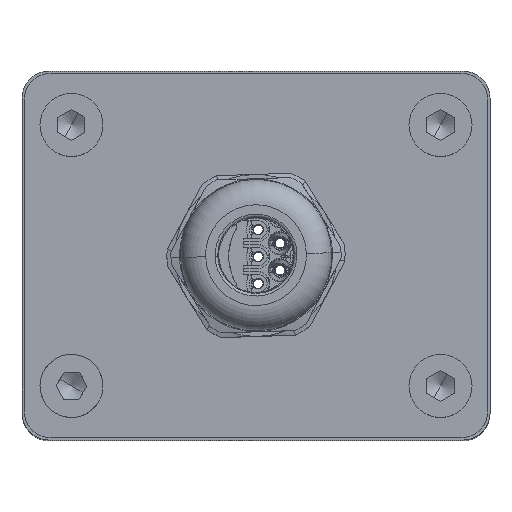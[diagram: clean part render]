
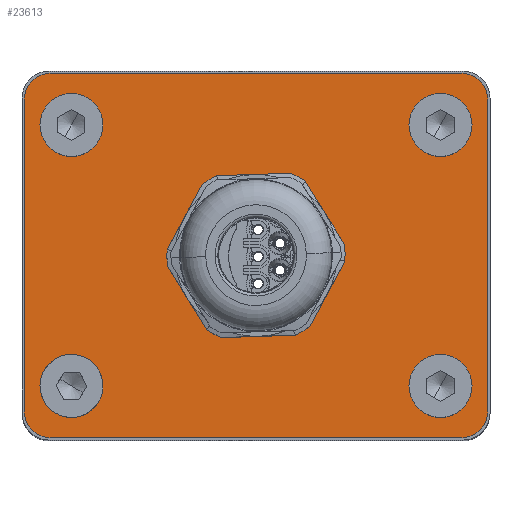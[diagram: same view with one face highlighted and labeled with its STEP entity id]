
A CAD part, top view. The second image highlights one B-rep face of the part: STEP entity #23613.
In plain terms, the highlighted planar face has unit normal (0, 0, 1).
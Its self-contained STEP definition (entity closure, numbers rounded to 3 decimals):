
#23041=AXIS2_PLACEMENT_3D('Circle Axis2P3D',#23039,#23040,$) ;
#23067=AXIS2_PLACEMENT_3D('Circle Axis2P3D',#23065,#23066,$) ;
#23469=AXIS2_PLACEMENT_3D('Plane Axis2P3D',#23466,#23467,#23468) ;
#23482=AXIS2_PLACEMENT_3D('Circle Axis2P3D',#23480,#23481,$) ;
#23496=AXIS2_PLACEMENT_3D('Circle Axis2P3D',#23494,#23495,$) ;
#23510=AXIS2_PLACEMENT_3D('Circle Axis2P3D',#23508,#23509,$) ;
#23524=AXIS2_PLACEMENT_3D('Circle Axis2P3D',#23522,#23523,$) ;
#23539=AXIS2_PLACEMENT_3D('Circle Axis2P3D',#23537,#23538,$) ;
#23548=AXIS2_PLACEMENT_3D('Circle Axis2P3D',#23546,#23547,$) ;
#23557=AXIS2_PLACEMENT_3D('Circle Axis2P3D',#23555,#23556,$) ;
#23566=AXIS2_PLACEMENT_3D('Circle Axis2P3D',#23564,#23565,$) ;
#23575=AXIS2_PLACEMENT_3D('Circle Axis2P3D',#23573,#23574,$) ;
#23584=AXIS2_PLACEMENT_3D('Circle Axis2P3D',#23582,#23583,$) ;
#23597=AXIS2_PLACEMENT_3D('Circle Axis2P3D',#23595,#23596,$) ;
#23606=AXIS2_PLACEMENT_3D('Circle Axis2P3D',#23604,#23605,$) ;
#23036=CARTESIAN_POINT('Vertex',(26.,12.25,76.2)) ;
#23039=CARTESIAN_POINT('Axis2P3D Location',(26.,20.5,76.2)) ;
#23043=CARTESIAN_POINT('Vertex',(26.,28.75,76.2)) ;
#23065=CARTESIAN_POINT('Axis2P3D Location',(26.,20.5,76.2)) ;
#23466=CARTESIAN_POINT('Axis2P3D Location',(26.,20.5,76.2)) ;
#23471=CARTESIAN_POINT('Line Origine',(0.25,20.5,76.2)) ;
#23475=CARTESIAN_POINT('Vertex',(0.25,37.75,76.2)) ;
#23477=CARTESIAN_POINT('Vertex',(0.25,3.25,76.2)) ;
#23480=CARTESIAN_POINT('Axis2P3D Location',(3.25,3.25,76.2)) ;
#23484=CARTESIAN_POINT('Vertex',(3.25,0.25,76.2)) ;
#23487=CARTESIAN_POINT('Line Origine',(26.,0.25,76.2)) ;
#23491=CARTESIAN_POINT('Vertex',(48.75,0.25,76.2)) ;
#23494=CARTESIAN_POINT('Axis2P3D Location',(48.75,3.25,76.2)) ;
#23498=CARTESIAN_POINT('Vertex',(51.75,3.25,76.2)) ;
#23501=CARTESIAN_POINT('Line Origine',(51.75,20.5,76.2)) ;
#23505=CARTESIAN_POINT('Vertex',(51.75,37.75,76.2)) ;
#23508=CARTESIAN_POINT('Axis2P3D Location',(48.75,37.75,76.2)) ;
#23512=CARTESIAN_POINT('Vertex',(48.75,40.75,76.2)) ;
#23515=CARTESIAN_POINT('Line Origine',(26.,40.75,76.2)) ;
#23519=CARTESIAN_POINT('Vertex',(3.25,40.75,76.2)) ;
#23522=CARTESIAN_POINT('Axis2P3D Location',(3.25,37.75,76.2)) ;
#23537=CARTESIAN_POINT('Axis2P3D Location',(5.5,6.,76.2)) ;
#23541=CARTESIAN_POINT('Vertex',(5.5,3.85,76.2)) ;
#23543=CARTESIAN_POINT('Vertex',(5.5,8.15,76.2)) ;
#23546=CARTESIAN_POINT('Axis2P3D Location',(5.5,6.,76.2)) ;
#23555=CARTESIAN_POINT('Axis2P3D Location',(5.5,35.,76.2)) ;
#23559=CARTESIAN_POINT('Vertex',(5.5,37.15,76.2)) ;
#23561=CARTESIAN_POINT('Vertex',(5.5,32.85,76.2)) ;
#23564=CARTESIAN_POINT('Axis2P3D Location',(5.5,35.,76.2)) ;
#23573=CARTESIAN_POINT('Axis2P3D Location',(46.5,35.,76.2)) ;
#23577=CARTESIAN_POINT('Vertex',(46.5,37.15,76.2)) ;
#23579=CARTESIAN_POINT('Vertex',(46.5,32.85,76.2)) ;
#23582=CARTESIAN_POINT('Axis2P3D Location',(46.5,35.,76.2)) ;
#23595=CARTESIAN_POINT('Axis2P3D Location',(46.5,6.,76.2)) ;
#23599=CARTESIAN_POINT('Vertex',(46.5,3.85,76.2)) ;
#23601=CARTESIAN_POINT('Vertex',(46.5,8.15,76.2)) ;
#23604=CARTESIAN_POINT('Axis2P3D Location',(46.5,6.,76.2)) ;
#23040=DIRECTION('Axis2P3D Direction',(0.,0.,1.)) ;
#23066=DIRECTION('Axis2P3D Direction',(0.,0.,1.)) ;
#23467=DIRECTION('Axis2P3D Direction',(0.,0.,1.)) ;
#23468=DIRECTION('Axis2P3D XDirection',(0.,-1.,0.)) ;
#23472=DIRECTION('Vector Direction',(0.,-1.,0.)) ;
#23481=DIRECTION('Axis2P3D Direction',(0.,0.,1.)) ;
#23488=DIRECTION('Vector Direction',(1.,0.,0.)) ;
#23495=DIRECTION('Axis2P3D Direction',(0.,0.,1.)) ;
#23502=DIRECTION('Vector Direction',(0.,1.,0.)) ;
#23509=DIRECTION('Axis2P3D Direction',(0.,0.,1.)) ;
#23516=DIRECTION('Vector Direction',(-1.,0.,0.)) ;
#23523=DIRECTION('Axis2P3D Direction',(0.,0.,1.)) ;
#23538=DIRECTION('Axis2P3D Direction',(0.,0.,1.)) ;
#23547=DIRECTION('Axis2P3D Direction',(0.,0.,1.)) ;
#23556=DIRECTION('Axis2P3D Direction',(0.,0.,1.)) ;
#23565=DIRECTION('Axis2P3D Direction',(0.,0.,1.)) ;
#23574=DIRECTION('Axis2P3D Direction',(0.,0.,1.)) ;
#23583=DIRECTION('Axis2P3D Direction',(0.,0.,1.)) ;
#23596=DIRECTION('Axis2P3D Direction',(0.,0.,1.)) ;
#23605=DIRECTION('Axis2P3D Direction',(0.,0.,1.)) ;
#23473=VECTOR('Line Direction',#23472,1.) ;
#23489=VECTOR('Line Direction',#23488,1.) ;
#23503=VECTOR('Line Direction',#23502,1.) ;
#23517=VECTOR('Line Direction',#23516,1.) ;
#23528=ORIENTED_EDGE('',*,*,#23479,.T.) ;
#23529=ORIENTED_EDGE('',*,*,#23486,.T.) ;
#23530=ORIENTED_EDGE('',*,*,#23493,.T.) ;
#23531=ORIENTED_EDGE('',*,*,#23500,.T.) ;
#23532=ORIENTED_EDGE('',*,*,#23507,.T.) ;
#23533=ORIENTED_EDGE('',*,*,#23514,.T.) ;
#23534=ORIENTED_EDGE('',*,*,#23521,.T.) ;
#23535=ORIENTED_EDGE('',*,*,#23526,.T.) ;
#23552=ORIENTED_EDGE('',*,*,#23545,.T.) ;
#23553=ORIENTED_EDGE('',*,*,#23550,.T.) ;
#23570=ORIENTED_EDGE('',*,*,#23563,.T.) ;
#23571=ORIENTED_EDGE('',*,*,#23568,.T.) ;
#23588=ORIENTED_EDGE('',*,*,#23581,.T.) ;
#23589=ORIENTED_EDGE('',*,*,#23586,.T.) ;
#23592=ORIENTED_EDGE('',*,*,#23069,.F.) ;
#23593=ORIENTED_EDGE('',*,*,#23045,.F.) ;
#23610=ORIENTED_EDGE('',*,*,#23603,.T.) ;
#23611=ORIENTED_EDGE('',*,*,#23608,.T.) ;
#23554=FACE_BOUND('',#23551,.T.) ;
#23572=FACE_BOUND('',#23569,.T.) ;
#23590=FACE_BOUND('',#23587,.T.) ;
#23594=FACE_BOUND('',#23591,.T.) ;
#23612=FACE_BOUND('',#23609,.T.) ;
#23613=ADVANCED_FACE('Hauptk\X2\00F6\X0\rper,',(#23536,#23554,#23572,#23590,#23594,#23612),#23470,.T.) ;
#23042=CIRCLE('generated circle',#23041,8.25) ;
#23068=CIRCLE('generated circle',#23067,8.25) ;
#23483=CIRCLE('generated circle',#23482,3.) ;
#23497=CIRCLE('generated circle',#23496,3.) ;
#23511=CIRCLE('generated circle',#23510,3.) ;
#23525=CIRCLE('generated circle',#23524,3.) ;
#23540=CIRCLE('generated circle',#23539,2.15) ;
#23549=CIRCLE('generated circle',#23548,2.15) ;
#23558=CIRCLE('generated circle',#23557,2.15) ;
#23567=CIRCLE('generated circle',#23566,2.15) ;
#23576=CIRCLE('generated circle',#23575,2.15) ;
#23585=CIRCLE('generated circle',#23584,2.15) ;
#23598=CIRCLE('generated circle',#23597,2.15) ;
#23607=CIRCLE('generated circle',#23606,2.15) ;
#23045=EDGE_CURVE('',#23037,#23044,#23042,.T.) ;
#23069=EDGE_CURVE('',#23044,#23037,#23068,.T.) ;
#23479=EDGE_CURVE('',#23476,#23478,#23474,.T.) ;
#23486=EDGE_CURVE('',#23478,#23485,#23483,.T.) ;
#23493=EDGE_CURVE('',#23485,#23492,#23490,.T.) ;
#23500=EDGE_CURVE('',#23492,#23499,#23497,.T.) ;
#23507=EDGE_CURVE('',#23499,#23506,#23504,.T.) ;
#23514=EDGE_CURVE('',#23506,#23513,#23511,.T.) ;
#23521=EDGE_CURVE('',#23513,#23520,#23518,.T.) ;
#23526=EDGE_CURVE('',#23520,#23476,#23525,.T.) ;
#23545=EDGE_CURVE('',#23542,#23544,#23540,.F.) ;
#23550=EDGE_CURVE('',#23544,#23542,#23549,.F.) ;
#23563=EDGE_CURVE('',#23560,#23562,#23558,.F.) ;
#23568=EDGE_CURVE('',#23562,#23560,#23567,.F.) ;
#23581=EDGE_CURVE('',#23578,#23580,#23576,.F.) ;
#23586=EDGE_CURVE('',#23580,#23578,#23585,.F.) ;
#23603=EDGE_CURVE('',#23600,#23602,#23598,.F.) ;
#23608=EDGE_CURVE('',#23602,#23600,#23607,.F.) ;
#23527=EDGE_LOOP('',(#23528,#23529,#23530,#23531,#23532,#23533,#23534,#23535)) ;
#23551=EDGE_LOOP('',(#23552,#23553)) ;
#23569=EDGE_LOOP('',(#23570,#23571)) ;
#23587=EDGE_LOOP('',(#23588,#23589)) ;
#23591=EDGE_LOOP('',(#23592,#23593)) ;
#23609=EDGE_LOOP('',(#23610,#23611)) ;
#23536=FACE_OUTER_BOUND('',#23527,.T.) ;
#23474=LINE('Line',#23471,#23473) ;
#23490=LINE('Line',#23487,#23489) ;
#23504=LINE('Line',#23501,#23503) ;
#23518=LINE('Line',#23515,#23517) ;
#23470=PLANE('',#23469) ;
#23037=VERTEX_POINT('',#23036) ;
#23044=VERTEX_POINT('',#23043) ;
#23476=VERTEX_POINT('',#23475) ;
#23478=VERTEX_POINT('',#23477) ;
#23485=VERTEX_POINT('',#23484) ;
#23492=VERTEX_POINT('',#23491) ;
#23499=VERTEX_POINT('',#23498) ;
#23506=VERTEX_POINT('',#23505) ;
#23513=VERTEX_POINT('',#23512) ;
#23520=VERTEX_POINT('',#23519) ;
#23542=VERTEX_POINT('',#23541) ;
#23544=VERTEX_POINT('',#23543) ;
#23560=VERTEX_POINT('',#23559) ;
#23562=VERTEX_POINT('',#23561) ;
#23578=VERTEX_POINT('',#23577) ;
#23580=VERTEX_POINT('',#23579) ;
#23600=VERTEX_POINT('',#23599) ;
#23602=VERTEX_POINT('',#23601) ;
